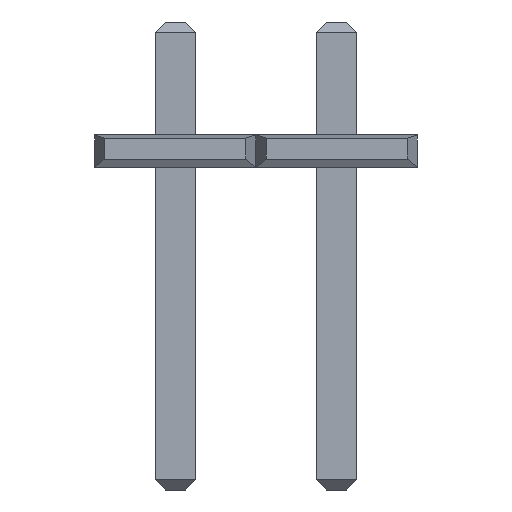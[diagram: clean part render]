
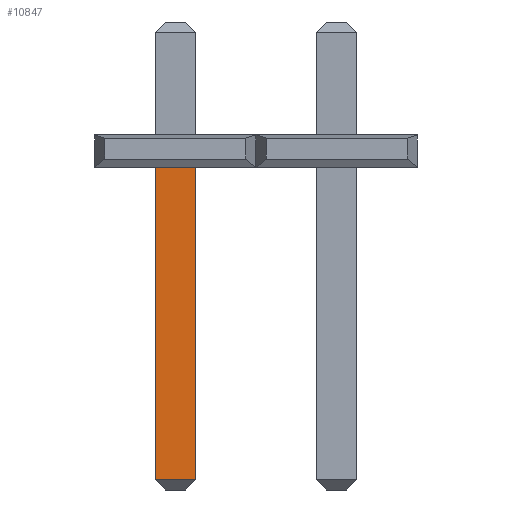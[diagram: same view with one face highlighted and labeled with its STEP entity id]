
A CAD part, left-side view. The second image highlights one B-rep face of the part: STEP entity #10847.
In plain terms, the highlighted planar face has unit normal (-1, 0, 0).
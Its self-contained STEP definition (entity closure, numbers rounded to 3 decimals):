
#10713=CARTESIAN_POINT('',(-0.318,-0.318,0.0));
#10712=VERTEX_POINT('',#10713);
#10731=CARTESIAN_POINT('',(-0.318,0.318,0.0));
#10730=VERTEX_POINT('',#10731);
#10739=EDGE_CURVE('',#10712,#10730,#10744,.T.);
#10744=LINE('',#10713,#10746);
#10746=VECTOR('',#10747,0.635);
#10747=DIRECTION('',(0.0,1.0,0.0));
#10809=CARTESIAN_POINT('',(-0.318,0.318,-4.921));
#10808=VERTEX_POINT('',#10809);
#10817=EDGE_CURVE('',#10730,#10808,#10822,.T.);
#10822=LINE('',#10731,#10824);
#10824=VECTOR('',#10825,4.921);
#10825=DIRECTION('',(0.0,0.0,-1.0));
#10847=ADVANCED_FACE('',(#10853),#10848,.T.);
#10848=PLANE('',#10849);
#10849=AXIS2_PLACEMENT_3D('',#10850,#10851,#10852);
#10850=CARTESIAN_POINT('',(-0.318,0.318,-4.921));
#10851=DIRECTION('',(-1.0,0.0,0.0));
#10852=DIRECTION('',(0.,0.,1.));
#10853=FACE_OUTER_BOUND('',#10854,.T.);
#10854=EDGE_LOOP('',(#10855,#10865,#10875,#10885));
#10858=CARTESIAN_POINT('',(-0.318,-0.318,-4.921));
#10857=VERTEX_POINT('',#10858);
#10856=EDGE_CURVE('',#10857,#10808,#10861,.T.);
#10861=LINE('',#10858,#10863);
#10863=VECTOR('',#10864,0.635);
#10864=DIRECTION('',(0.0,1.0,0.0));
#10855=ORIENTED_EDGE('',*,*,#10856,.F.);
#10866=EDGE_CURVE('',#10712,#10857,#10871,.T.);
#10871=LINE('',#10713,#10873);
#10873=VECTOR('',#10874,4.921);
#10874=DIRECTION('',(0.0,0.0,-1.0));
#10865=ORIENTED_EDGE('',*,*,#10866,.F.);
#10875=ORIENTED_EDGE('',*,*,#10739,.T.);
#10885=ORIENTED_EDGE('',*,*,#10817,.T.);
